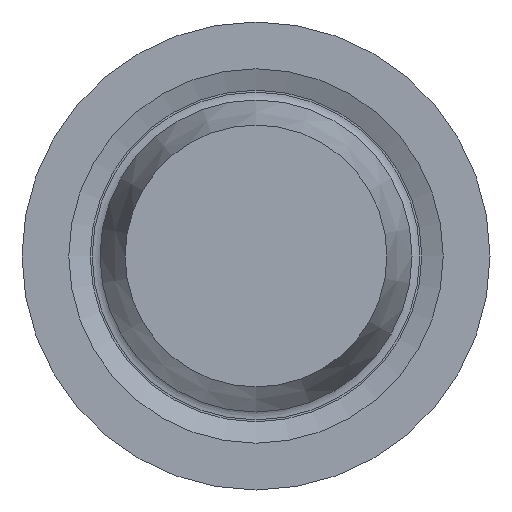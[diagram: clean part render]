
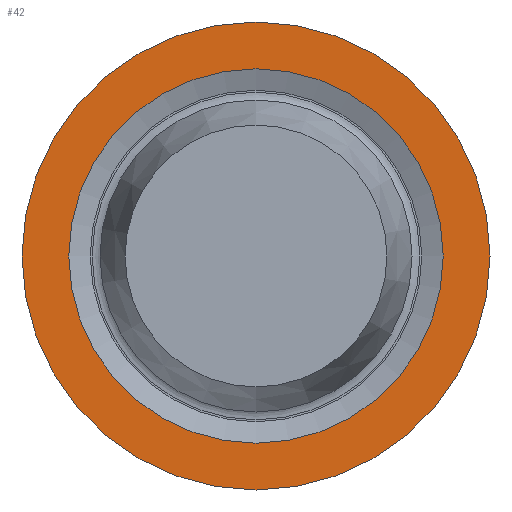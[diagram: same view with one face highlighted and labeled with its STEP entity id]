
A CAD part, front view. The second image highlights one B-rep face of the part: STEP entity #42.
In plain terms, the highlighted planar face has unit normal (0, -1, 0).
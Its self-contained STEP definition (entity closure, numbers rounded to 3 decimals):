
#42 = ADVANCED_FACE( '', ( #88, #89 ), #90, .F. );
#88 = FACE_BOUND( '', #141, .T. );
#89 = FACE_OUTER_BOUND( '', #142, .T. );
#90 = PLANE( '', #143 );
#141 = EDGE_LOOP( '', ( #194 ) );
#142 = EDGE_LOOP( '', ( #195 ) );
#143 = AXIS2_PLACEMENT_3D( '', #196, #197, #198 );
#194 = ORIENTED_EDGE( '', *, *, #251, .F. );
#195 = ORIENTED_EDGE( '', *, *, #255, .T. );
#196 = CARTESIAN_POINT( '', ( 3., 0., 0. ) );
#197 = DIRECTION( '', ( 0., 1., 0. ) );
#198 = DIRECTION( '', ( 0., 0., 1. ) );
#251 = EDGE_CURVE( '', #277, #277, #278, .T. );
#255 = EDGE_CURVE( '', #283, #283, #284, .T. );
#277 = VERTEX_POINT( '', #311 );
#278 = CIRCLE( '', #312, 2.4 );
#283 = VERTEX_POINT( '', #317 );
#284 = CIRCLE( '', #318, 3. );
#311 = CARTESIAN_POINT( '', ( 0., 0., -2.4 ) );
#312 = AXIS2_PLACEMENT_3D( '', #346, #347, #348 );
#317 = CARTESIAN_POINT( '', ( 0., 0., -3. ) );
#318 = AXIS2_PLACEMENT_3D( '', #352, #353, #354 );
#346 = CARTESIAN_POINT( '', ( 0., 0., 0. ) );
#347 = DIRECTION( '', ( 0., -1., 0. ) );
#348 = DIRECTION( '', ( 0., 0., -1. ) );
#352 = CARTESIAN_POINT( '', ( 0., 0., 0. ) );
#353 = DIRECTION( '', ( 0., -1., 0. ) );
#354 = DIRECTION( '', ( 0., 0., -1. ) );
